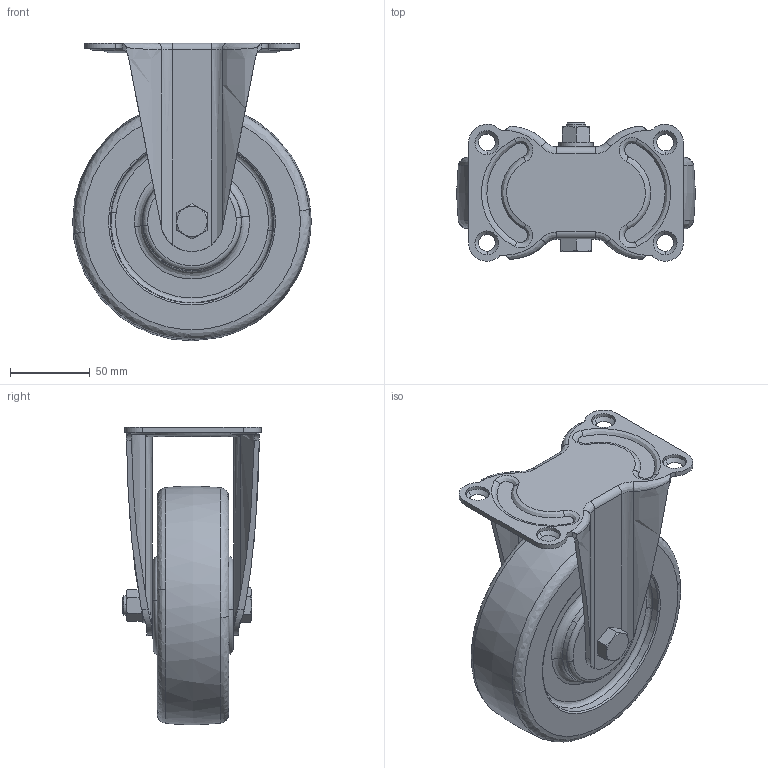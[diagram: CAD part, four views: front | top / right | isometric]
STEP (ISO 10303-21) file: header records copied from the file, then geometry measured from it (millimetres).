
FILE_DESCRIPTION((''),'2;1');
FILE_NAME('','2009-03-19T15:33:54',(''),(''),'','CADfix','');
FILE_SCHEMA(('AUTOMOTIVE_DESIGN { 1 0 10303 214 1 1 1 1 }'));
Length unit declared in the file: millimetre
Bounding box: 150 x 87.15 x 186.99 mm (x, y, z)
Volume: 799696.4 mm3; surface area: 120481.3 mm2
Topology: 3 solids, 3 shells, 209 faces, 634 edges, 448 vertices
Faces by surface type: bspline 209
Entity records: 11691 total; most frequent: CARTESIAN_POINT 8270, ORIENTED_EDGE 1264, EDGE_CURVE 632, VERTEX_POINT 448, EDGE_LOOP 242, FACE_OUTER_BOUND 209, ADVANCED_FACE 209, B_SPLINE_CURVE_WITH_KNOTS 139
